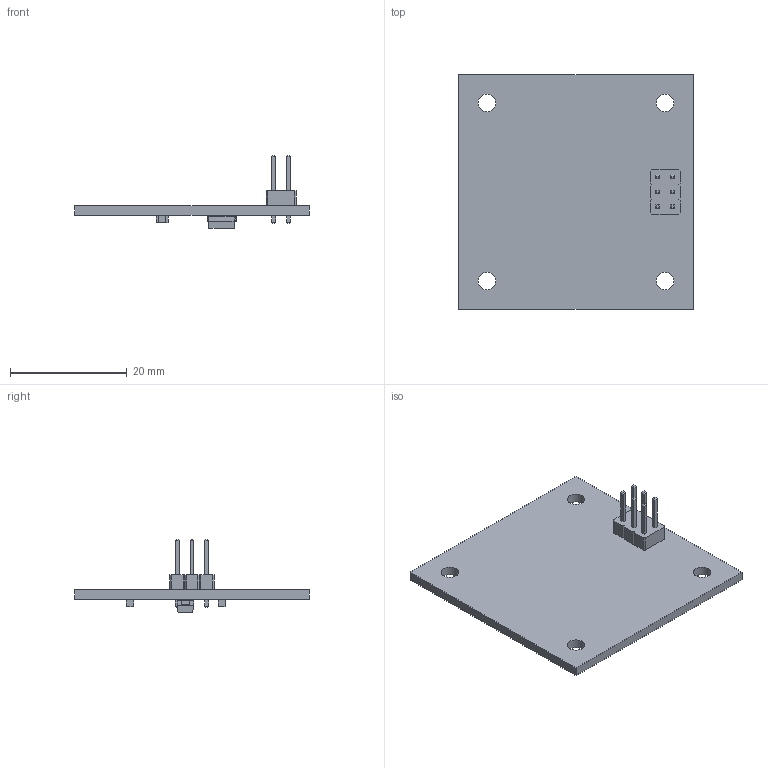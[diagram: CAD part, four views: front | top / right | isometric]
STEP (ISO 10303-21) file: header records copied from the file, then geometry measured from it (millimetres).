
FILE_DESCRIPTION(('KiCad electronic assembly'),'2;1');
FILE_NAME('PIND02.step','2023-09-10T20:50:05',('Pcbnew'),('Kicad'), 'Open CASCADE STEP processor 7.6','KiCad to STEP converter','Unknown' );
FILE_SCHEMA(('AUTOMOTIVE_DESIGN { 1 0 10303 214 1 1 1 1 }'));
Length unit declared in the file: millimetre
Products named in the file (8): PIND02 1; PinHeader_2x03_P2.54mm_Vertical; SOLID; C_0805_2012Metric; D_SMA; tmp9ekdcw34 PCB
Assembly tree (8 placements, depth 3):
  PIND02 1
    PinHeader_2x03_P2.54mm_Vertical
      SOLID
    C_0805_2012Metric  x2
      SOLID
    D_SMA
      SOLID
    tmp9ekdcw34 PCB
Bounding box: 40.13 x 40.13 x 12.46 mm (x, y, z)
Volume: 2676.8 mm3; surface area: 3866 mm2
Topology: 5 solids, 5 shells, 243 faces, 592 edges, 376 vertices
Faces by surface type: plane 195, cylinder 38, bspline 10
Full cylindrical faces by diameter (mm): 0.889 x6, 3 x4
Entity records: 14542 total; most frequent: CARTESIAN_POINT 2400, DIRECTION 1962, LINE 1414, VECTOR 1414, ORIENTED_EDGE 1040, PCURVE 1040, DEFINITIONAL_REPRESENTATION 1040, EDGE_CURVE 520
